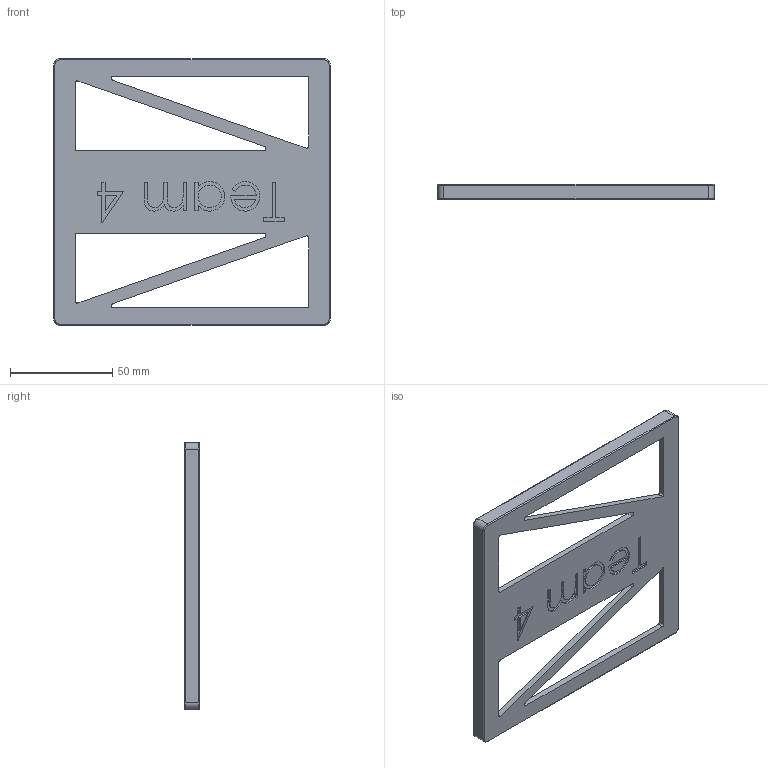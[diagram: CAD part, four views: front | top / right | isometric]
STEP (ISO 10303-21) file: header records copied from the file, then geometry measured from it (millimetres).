
FILE_DESCRIPTION (( 'STEP AP214' ), '1' );
FILE_NAME ('Lid for NUC holder.STEP', '2025-12-12T12:12:46', ( '' ), ( '' ), 'SwSTEP 2.0', 'SolidWorks 2025', '' );
FILE_SCHEMA (( 'AUTOMOTIVE_DESIGN' ));
Length unit declared in the file: millimetre
Products named in the file (1): Lid for NUC holder
Bounding box: 135 x 7.5 x 130 mm (x, y, z)
Volume: 38880.9 mm3; surface area: 30618.7 mm2
Topology: 1 solids, 1 shells, 178 faces, 450 edges, 284 vertices
Faces by surface type: plane 76, cylinder 50, bspline 28, torus 24
Entity records: 6701 total; most frequent: CARTESIAN_POINT 2477, ORIENTED_EDGE 900, DIRECTION 820, EDGE_CURVE 450, VERTEX_POINT 284, AXIS2_PLACEMENT_3D 275, VECTOR 270, LINE 270
